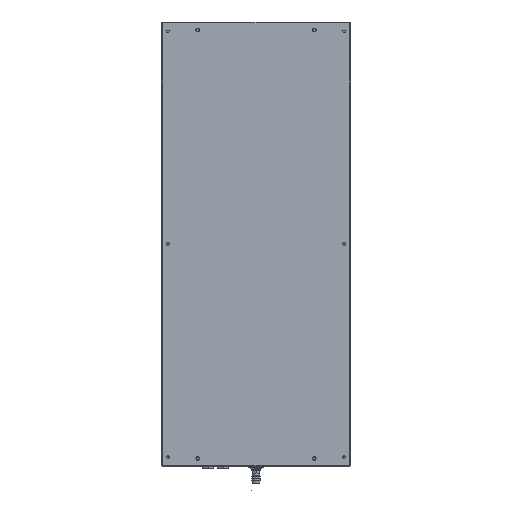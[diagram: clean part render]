
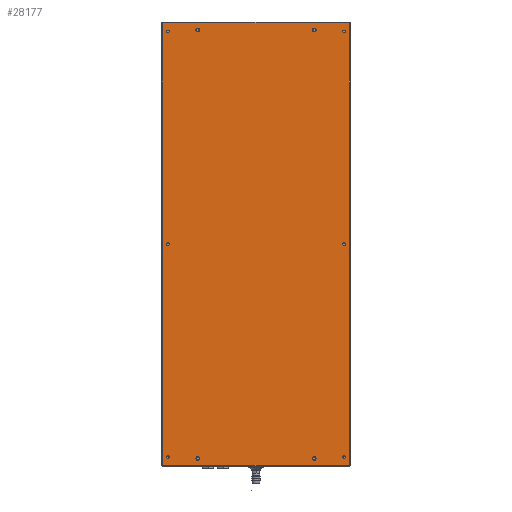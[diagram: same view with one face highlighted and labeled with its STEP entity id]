
A CAD part, top view. The second image highlights one B-rep face of the part: STEP entity #28177.
In plain terms, the highlighted planar face has unit normal (0, 0, 1).
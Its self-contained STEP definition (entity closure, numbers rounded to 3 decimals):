
#4304=CARTESIAN_POINT('',(200.,0.,180.));
#4306=DIRECTION('',(-1.,0.,0.));
#4307=VECTOR('',#4306,400.);
#4308=CARTESIAN_POINT('',(200.,0.,180.));
#4309=LINE('',#4308,#4307);
#4317=CARTESIAN_POINT('',(-189.,-18.,180.));
#4318=DIRECTION('',(0.,0.,1.));
#4319=DIRECTION('',(-1.,0.,0.));
#4320=AXIS2_PLACEMENT_3D('',#4317,#4318,#4319);
#4322=CARTESIAN_POINT('',(-189.,-18.,180.));
#4323=DIRECTION('',(0.,0.,1.));
#4324=DIRECTION('',(1.,0.,0.));
#4325=AXIS2_PLACEMENT_3D('',#4322,#4323,#4324);
#4327=CARTESIAN_POINT('',(189.,-18.,180.));
#4328=DIRECTION('',(0.,0.,1.));
#4329=DIRECTION('',(-1.,0.,0.));
#4330=AXIS2_PLACEMENT_3D('',#4327,#4328,#4329);
#4332=CARTESIAN_POINT('',(189.,-18.,180.));
#4333=DIRECTION('',(0.,0.,1.));
#4334=DIRECTION('',(1.,0.,0.));
#4335=AXIS2_PLACEMENT_3D('',#4332,#4333,#4334);
#4337=CARTESIAN_POINT('',(-189.,-475.,180.));
#4338=DIRECTION('',(0.,0.,1.));
#4339=DIRECTION('',(-1.,0.,0.));
#4340=AXIS2_PLACEMENT_3D('',#4337,#4338,#4339);
#4342=CARTESIAN_POINT('',(-189.,-475.,180.));
#4343=DIRECTION('',(0.,0.,1.));
#4344=DIRECTION('',(1.,0.,0.));
#4345=AXIS2_PLACEMENT_3D('',#4342,#4343,#4344);
#4347=CARTESIAN_POINT('',(189.,-475.,180.));
#4348=DIRECTION('',(0.,0.,1.));
#4349=DIRECTION('',(-1.,0.,0.));
#4350=AXIS2_PLACEMENT_3D('',#4347,#4348,#4349);
#4352=CARTESIAN_POINT('',(189.,-475.,180.));
#4353=DIRECTION('',(0.,0.,1.));
#4354=DIRECTION('',(1.,0.,0.));
#4355=AXIS2_PLACEMENT_3D('',#4352,#4353,#4354);
#4357=CARTESIAN_POINT('',(-189.,-932.,180.));
#4358=DIRECTION('',(0.,0.,1.));
#4359=DIRECTION('',(-1.,0.,0.));
#4360=AXIS2_PLACEMENT_3D('',#4357,#4358,#4359);
#4362=CARTESIAN_POINT('',(-189.,-932.,180.));
#4363=DIRECTION('',(0.,0.,1.));
#4364=DIRECTION('',(1.,0.,0.));
#4365=AXIS2_PLACEMENT_3D('',#4362,#4363,#4364);
#4367=CARTESIAN_POINT('',(189.,-932.,180.));
#4368=DIRECTION('',(0.,0.,1.));
#4369=DIRECTION('',(-1.,0.,0.));
#4370=AXIS2_PLACEMENT_3D('',#4367,#4368,#4369);
#4372=CARTESIAN_POINT('',(189.,-932.,180.));
#4373=DIRECTION('',(0.,0.,1.));
#4374=DIRECTION('',(1.,0.,0.));
#4375=AXIS2_PLACEMENT_3D('',#4372,#4373,#4374);
#4377=CARTESIAN_POINT('',(125.,-15.,180.));
#4378=DIRECTION('',(0.,0.,1.));
#4379=DIRECTION('',(-1.,0.,0.));
#4380=AXIS2_PLACEMENT_3D('',#4377,#4378,#4379);
#4382=CARTESIAN_POINT('',(125.,-15.,180.));
#4383=DIRECTION('',(0.,0.,1.));
#4384=DIRECTION('',(1.,0.,0.));
#4385=AXIS2_PLACEMENT_3D('',#4382,#4383,#4384);
#4387=CARTESIAN_POINT('',(-125.,-15.,180.));
#4388=DIRECTION('',(0.,0.,1.));
#4389=DIRECTION('',(-1.,0.,0.));
#4390=AXIS2_PLACEMENT_3D('',#4387,#4388,#4389);
#4392=CARTESIAN_POINT('',(-125.,-15.,180.));
#4393=DIRECTION('',(0.,0.,1.));
#4394=DIRECTION('',(1.,0.,0.));
#4395=AXIS2_PLACEMENT_3D('',#4392,#4393,#4394);
#4397=CARTESIAN_POINT('',(125.,-935.,180.));
#4398=DIRECTION('',(0.,0.,1.));
#4399=DIRECTION('',(-1.,0.,0.));
#4400=AXIS2_PLACEMENT_3D('',#4397,#4398,#4399);
#4402=CARTESIAN_POINT('',(125.,-935.,180.));
#4403=DIRECTION('',(0.,0.,1.));
#4404=DIRECTION('',(1.,0.,0.));
#4405=AXIS2_PLACEMENT_3D('',#4402,#4403,#4404);
#4407=CARTESIAN_POINT('',(-125.,-935.,180.));
#4408=DIRECTION('',(0.,0.,1.));
#4409=DIRECTION('',(-1.,0.,0.));
#4410=AXIS2_PLACEMENT_3D('',#4407,#4408,#4409);
#4412=CARTESIAN_POINT('',(-125.,-935.,180.));
#4413=DIRECTION('',(0.,0.,1.));
#4414=DIRECTION('',(1.,0.,0.));
#4415=AXIS2_PLACEMENT_3D('',#4412,#4413,#4414);
#4426=CARTESIAN_POINT('',(-200.,0.,180.));
#4428=DIRECTION('',(0.,-1.,0.));
#4429=VECTOR('',#4428,950.);
#4430=CARTESIAN_POINT('',(-200.,0.,180.));
#4431=LINE('',#4430,#4429);
#4472=CARTESIAN_POINT('',(200.,-950.,180.));
#4474=DIRECTION('',(0.,1.,0.));
#4475=VECTOR('',#4474,950.);
#4476=CARTESIAN_POINT('',(200.,-950.,180.));
#4477=LINE('',#4476,#4475);
#4526=CARTESIAN_POINT('',(-200.,-950.,180.));
#4528=DIRECTION('',(1.,0.,0.));
#4529=VECTOR('',#4528,400.);
#4530=CARTESIAN_POINT('',(-200.,-950.,180.));
#4531=LINE('',#4530,#4529);
#16428=VERTEX_POINT('',#4426);
#16437=VERTEX_POINT('',#4304);
#16446=VERTEX_POINT('',#4472);
#16453=VERTEX_POINT('',#4526);
#16466=CARTESIAN_POINT('',(-191.75,-18.,180.));
#16467=CARTESIAN_POINT('',(-186.25,-18.,180.));
#16468=VERTEX_POINT('',#16466);
#16469=VERTEX_POINT('',#16467);
#16470=CARTESIAN_POINT('',(186.25,-18.,180.));
#16471=CARTESIAN_POINT('',(191.75,-18.,180.));
#16472=VERTEX_POINT('',#16470);
#16473=VERTEX_POINT('',#16471);
#16474=CARTESIAN_POINT('',(-191.75,-475.,180.));
#16475=CARTESIAN_POINT('',(-186.25,-475.,180.));
#16476=VERTEX_POINT('',#16474);
#16477=VERTEX_POINT('',#16475);
#16478=CARTESIAN_POINT('',(186.25,-475.,180.));
#16479=CARTESIAN_POINT('',(191.75,-475.,180.));
#16480=VERTEX_POINT('',#16478);
#16481=VERTEX_POINT('',#16479);
#16482=CARTESIAN_POINT('',(-191.75,-932.,180.));
#16483=CARTESIAN_POINT('',(-186.25,-932.,180.));
#16484=VERTEX_POINT('',#16482);
#16485=VERTEX_POINT('',#16483);
#16486=CARTESIAN_POINT('',(186.25,-932.,180.));
#16487=CARTESIAN_POINT('',(191.75,-932.,180.));
#16488=VERTEX_POINT('',#16486);
#16489=VERTEX_POINT('',#16487);
#16490=CARTESIAN_POINT('',(121.,-15.,180.));
#16491=CARTESIAN_POINT('',(129.,-15.,180.));
#16492=VERTEX_POINT('',#16490);
#16493=VERTEX_POINT('',#16491);
#16494=CARTESIAN_POINT('',(-129.,-15.,180.));
#16495=CARTESIAN_POINT('',(-121.,-15.,180.));
#16496=VERTEX_POINT('',#16494);
#16497=VERTEX_POINT('',#16495);
#16498=CARTESIAN_POINT('',(121.,-935.,180.));
#16499=CARTESIAN_POINT('',(129.,-935.,180.));
#16500=VERTEX_POINT('',#16498);
#16501=VERTEX_POINT('',#16499);
#16502=CARTESIAN_POINT('',(-129.,-935.,180.));
#16503=CARTESIAN_POINT('',(-121.,-935.,180.));
#16504=VERTEX_POINT('',#16502);
#16505=VERTEX_POINT('',#16503);
#28103=CARTESIAN_POINT('',(0.,-475.,180.));
#28104=DIRECTION('',(0.,0.,1.));
#28105=DIRECTION('',(0.,1.,0.));
#28106=AXIS2_PLACEMENT_3D('',#28103,#28104,#28105);
#28107=PLANE('',#28106);
#28109=ORIENTED_EDGE('',*,*,#28108,.F.);
#28110=ORIENTED_EDGE('',*,*,#28090,.F.);
#28112=ORIENTED_EDGE('',*,*,#28111,.F.);
#28114=ORIENTED_EDGE('',*,*,#28113,.F.);
#28115=EDGE_LOOP('',(#28109,#28110,#28112,#28114));
#28116=FACE_OUTER_BOUND('',#28115,.F.);
#28118=ORIENTED_EDGE('',*,*,#28117,.T.);
#28120=ORIENTED_EDGE('',*,*,#28119,.T.);
#28121=EDGE_LOOP('',(#28118,#28120));
#28122=FACE_BOUND('',#28121,.F.);
#28124=ORIENTED_EDGE('',*,*,#28123,.T.);
#28126=ORIENTED_EDGE('',*,*,#28125,.T.);
#28127=EDGE_LOOP('',(#28124,#28126));
#28128=FACE_BOUND('',#28127,.F.);
#28130=ORIENTED_EDGE('',*,*,#28129,.T.);
#28132=ORIENTED_EDGE('',*,*,#28131,.T.);
#28133=EDGE_LOOP('',(#28130,#28132));
#28134=FACE_BOUND('',#28133,.F.);
#28136=ORIENTED_EDGE('',*,*,#28135,.T.);
#28138=ORIENTED_EDGE('',*,*,#28137,.T.);
#28139=EDGE_LOOP('',(#28136,#28138));
#28140=FACE_BOUND('',#28139,.F.);
#28142=ORIENTED_EDGE('',*,*,#28141,.T.);
#28144=ORIENTED_EDGE('',*,*,#28143,.T.);
#28145=EDGE_LOOP('',(#28142,#28144));
#28146=FACE_BOUND('',#28145,.F.);
#28148=ORIENTED_EDGE('',*,*,#28147,.T.);
#28150=ORIENTED_EDGE('',*,*,#28149,.T.);
#28151=EDGE_LOOP('',(#28148,#28150));
#28152=FACE_BOUND('',#28151,.F.);
#28154=ORIENTED_EDGE('',*,*,#28153,.T.);
#28156=ORIENTED_EDGE('',*,*,#28155,.T.);
#28157=EDGE_LOOP('',(#28154,#28156));
#28158=FACE_BOUND('',#28157,.F.);
#28160=ORIENTED_EDGE('',*,*,#28159,.T.);
#28162=ORIENTED_EDGE('',*,*,#28161,.T.);
#28163=EDGE_LOOP('',(#28160,#28162));
#28164=FACE_BOUND('',#28163,.F.);
#28166=ORIENTED_EDGE('',*,*,#28165,.T.);
#28168=ORIENTED_EDGE('',*,*,#28167,.T.);
#28169=EDGE_LOOP('',(#28166,#28168));
#28170=FACE_BOUND('',#28169,.F.);
#28172=ORIENTED_EDGE('',*,*,#28171,.T.);
#28174=ORIENTED_EDGE('',*,*,#28173,.T.);
#28175=EDGE_LOOP('',(#28172,#28174));
#28176=FACE_BOUND('',#28175,.F.);
#28177=ADVANCED_FACE('',(#28116,#28122,#28128,#28134,#28140,#28146,#28152,
#28158,#28164,#28170,#28176),#28107,.T.);
#4321=CIRCLE('',#4320,2.75);
#4326=CIRCLE('',#4325,2.75);
#4331=CIRCLE('',#4330,2.75);
#4336=CIRCLE('',#4335,2.75);
#4341=CIRCLE('',#4340,2.75);
#4346=CIRCLE('',#4345,2.75);
#4351=CIRCLE('',#4350,2.75);
#4356=CIRCLE('',#4355,2.75);
#4361=CIRCLE('',#4360,2.75);
#4366=CIRCLE('',#4365,2.75);
#4371=CIRCLE('',#4370,2.75);
#4376=CIRCLE('',#4375,2.75);
#4381=CIRCLE('',#4380,4.);
#4386=CIRCLE('',#4385,4.);
#4391=CIRCLE('',#4390,4.);
#4396=CIRCLE('',#4395,4.);
#4401=CIRCLE('',#4400,4.);
#4406=CIRCLE('',#4405,4.);
#4411=CIRCLE('',#4410,4.);
#4416=CIRCLE('',#4415,4.);
#28090=EDGE_CURVE('',#16437,#16428,#4309,.T.);
#28108=EDGE_CURVE('',#16428,#16453,#4431,.T.);
#28111=EDGE_CURVE('',#16446,#16437,#4477,.T.);
#28113=EDGE_CURVE('',#16453,#16446,#4531,.T.);
#28117=EDGE_CURVE('',#16468,#16469,#4321,.T.);
#28119=EDGE_CURVE('',#16469,#16468,#4326,.T.);
#28123=EDGE_CURVE('',#16472,#16473,#4331,.T.);
#28125=EDGE_CURVE('',#16473,#16472,#4336,.T.);
#28129=EDGE_CURVE('',#16476,#16477,#4341,.T.);
#28131=EDGE_CURVE('',#16477,#16476,#4346,.T.);
#28135=EDGE_CURVE('',#16480,#16481,#4351,.T.);
#28137=EDGE_CURVE('',#16481,#16480,#4356,.T.);
#28141=EDGE_CURVE('',#16484,#16485,#4361,.T.);
#28143=EDGE_CURVE('',#16485,#16484,#4366,.T.);
#28147=EDGE_CURVE('',#16488,#16489,#4371,.T.);
#28149=EDGE_CURVE('',#16489,#16488,#4376,.T.);
#28153=EDGE_CURVE('',#16492,#16493,#4381,.T.);
#28155=EDGE_CURVE('',#16493,#16492,#4386,.T.);
#28159=EDGE_CURVE('',#16496,#16497,#4391,.T.);
#28161=EDGE_CURVE('',#16497,#16496,#4396,.T.);
#28165=EDGE_CURVE('',#16500,#16501,#4401,.T.);
#28167=EDGE_CURVE('',#16501,#16500,#4406,.T.);
#28171=EDGE_CURVE('',#16504,#16505,#4411,.T.);
#28173=EDGE_CURVE('',#16505,#16504,#4416,.T.);
